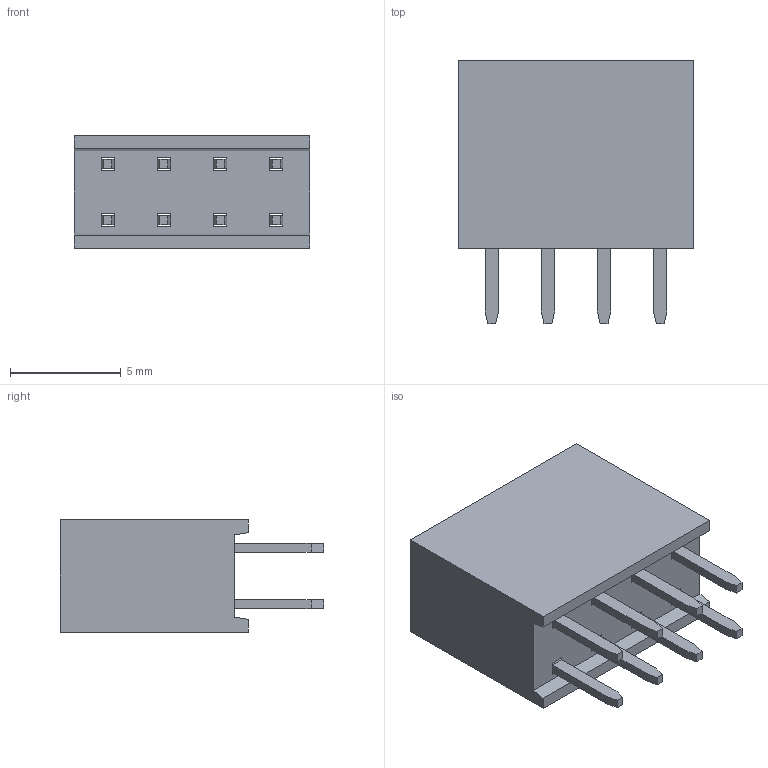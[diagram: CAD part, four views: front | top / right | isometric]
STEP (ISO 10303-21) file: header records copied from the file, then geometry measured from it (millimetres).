
FILE_DESCRIPTION (( 'STEP AP214' ), '1' );
FILE_NAME ('PPTC042LFBN-RC.STEP', '2022-06-27T17:47:36', ( '' ), ( '' ), 'SwSTEP 2.0', 'SolidWorks 2017', '' );
FILE_SCHEMA (( 'AUTOMOTIVE_DESIGN' ));
Length unit declared in the file: inch
Products named in the file (3): 2 row tin pins; 2 row tin body_04; PPTC042LFBN-RC
Assembly tree (5 placements, depth 2):
  PPTC042LFBN-RC
    2 row tin body_04
    2 row tin pins  x4
Bounding box: 10.67 x 11.91 x 5.08 mm (x, y, z)
Volume: 425.7 mm3; surface area: 713.7 mm2
Topology: 17 solids, 17 shells, 242 faces, 592 edges, 384 vertices
Faces by surface type: plane 194, cylinder 48
Entity records: 3551 total; most frequent: CARTESIAN_POINT 590, ORIENTED_EDGE 572, DIRECTION 558, EDGE_CURVE 286, LINE 262, VECTOR 262, VERTEX_POINT 180, AXIS2_PLACEMENT_3D 148
